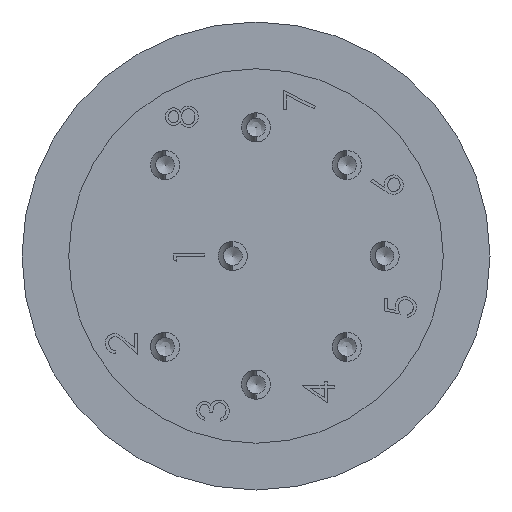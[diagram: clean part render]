
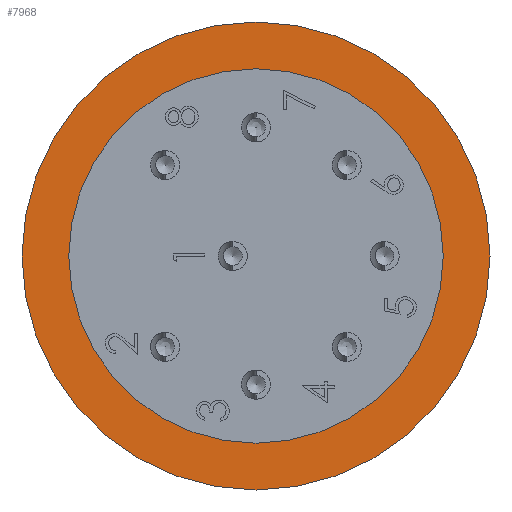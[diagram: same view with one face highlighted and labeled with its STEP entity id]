
A CAD part, left-side view. The second image highlights one B-rep face of the part: STEP entity #7968.
In plain terms, the highlighted planar face has unit normal (-1, 0, 0).
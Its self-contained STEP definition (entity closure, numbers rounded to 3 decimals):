
#240=FACE_BOUND('',#1049,.T.);
#281=PLANE('',#8567);
#562=FACE_OUTER_BOUND('',#1048,.T.);
#1048=EDGE_LOOP('',(#5755));
#1049=EDGE_LOOP('',(#5756));
#3099=CIRCLE('',#8530,15.875);
#3102=CIRCLE('',#8534,12.7);
#3301=VERTEX_POINT('',#11435);
#3304=VERTEX_POINT('',#11443);
#4137=EDGE_CURVE('',#3301,#3301,#3099,.T.);
#4142=EDGE_CURVE('',#3304,#3304,#3102,.T.);
#5755=ORIENTED_EDGE('',*,*,#4137,.T.);
#5756=ORIENTED_EDGE('',*,*,#4142,.F.);
#7968=ADVANCED_FACE('',(#562,#240),#281,.F.);
#8530=AXIS2_PLACEMENT_3D('',#11436,#9217,#9218);
#8534=AXIS2_PLACEMENT_3D('',#11445,#9227,#9228);
#8567=AXIS2_PLACEMENT_3D('',#13956,#9391,#9392);
#9217=DIRECTION('center_axis',(-1.,0.,0.));
#9218=DIRECTION('ref_axis',(0.,0.,1.));
#9227=DIRECTION('center_axis',(-1.,0.,0.));
#9228=DIRECTION('ref_axis',(0.,0.,1.));
#9391=DIRECTION('center_axis',(1.,0.,0.));
#9392=DIRECTION('ref_axis',(0.,0.,-1.));
#11435=CARTESIAN_POINT('',(-12.7,0.,-15.875));
#11436=CARTESIAN_POINT('Origin',(-12.7,0.,0.));
#11443=CARTESIAN_POINT('',(-12.7,0.,-12.7));
#11445=CARTESIAN_POINT('Origin',(-12.7,0.,0.));
#13956=CARTESIAN_POINT('Origin',(-12.7,15.875,0.));
